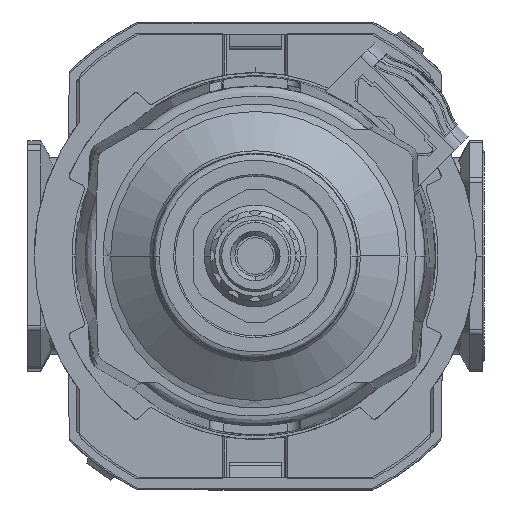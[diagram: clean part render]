
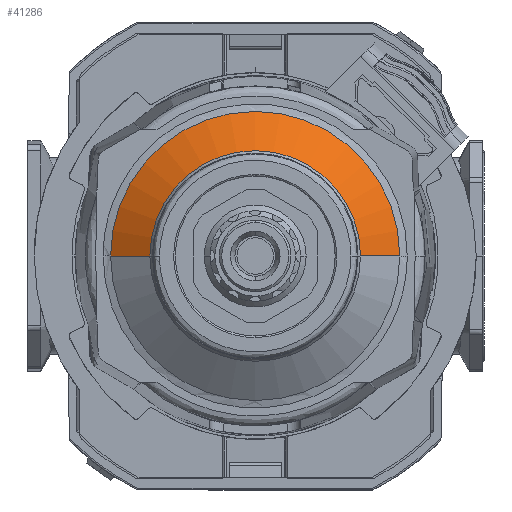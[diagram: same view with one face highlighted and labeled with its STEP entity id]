
A CAD part, front view. The second image highlights one B-rep face of the part: STEP entity #41286.
In plain terms, the highlighted conical face has half-angle 54.996 degrees and reference radius 22.24 mm.
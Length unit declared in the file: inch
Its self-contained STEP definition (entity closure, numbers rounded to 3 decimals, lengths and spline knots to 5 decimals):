
#278 = DIRECTION ( 'NONE',  ( 1., 0., 0. ) ) ;
#898 = CARTESIAN_POINT ( 'NONE',  ( 0.63777, -4.28315, 0. ) ) ;
#1393 = FACE_OUTER_BOUND ( 'NONE', #38393, .T. ) ;
#5322 = AXIS2_PLACEMENT_3D ( 'NONE', #36134, #9768, #5849 ) ;
#5415 = VERTEX_POINT ( 'NONE', #32553 ) ;
#5849 = DIRECTION ( 'NONE',  ( -1., 0., 0. ) ) ;
#6253 = EDGE_CURVE ( 'NONE', #27591, #25818, #9307, .T. ) ;
#9022 = VECTOR ( 'NONE', #15972, 39.37008 ) ;
#9307 = LINE ( 'NONE', #15851, #9400 ) ;
#9395 = AXIS2_PLACEMENT_3D ( 'NONE', #31232, #17949, #14692 ) ;
#9400 = VECTOR ( 'NONE', #29122, 39.37008 ) ;
#9453 = ORIENTED_EDGE ( 'NONE', *, *, #29800, .F. ) ;
#9722 = CIRCLE ( 'NONE', #31288, 0.87558 ) ;
#9768 = DIRECTION ( 'NONE',  ( 0., 1., 0. ) ) ;
#10789 = EDGE_CURVE ( 'NONE', #19177, #27591, #16457, .T. ) ;
#10952 = ORIENTED_EDGE ( 'NONE', *, *, #31899, .T. ) ;
#12484 = CARTESIAN_POINT ( 'NONE',  ( -0.87558, -4.11661, 0. ) ) ;
#13580 = DIRECTION ( 'NONE',  ( 0., -1., 0. ) ) ;
#14692 = DIRECTION ( 'NONE',  ( -1., 0., 0. ) ) ;
#14969 = CONICAL_SURFACE ( 'NONE', #9395, 0.87558, 0.96 ) ;
#15168 = CARTESIAN_POINT ( 'NONE',  ( 0.87558, -4.11661, 0. ) ) ;
#15851 = CARTESIAN_POINT ( 'NONE',  ( 0.87558, -4.11661, 0. ) ) ;
#15972 = DIRECTION ( 'NONE',  ( -0.819, 0.574, 0. ) ) ;
#16457 = CIRCLE ( 'NONE', #5322, 0.63777 ) ;
#17949 = DIRECTION ( 'NONE',  ( 0., 1., 0. ) ) ;
#19177 = VERTEX_POINT ( 'NONE', #23154 ) ;
#23154 = CARTESIAN_POINT ( 'NONE',  ( -0.63777, -4.28315, 0. ) ) ;
#25818 = VERTEX_POINT ( 'NONE', #15168 ) ;
#27591 = VERTEX_POINT ( 'NONE', #898 ) ;
#28392 = LINE ( 'NONE', #12484, #9022 ) ;
#29122 = DIRECTION ( 'NONE',  ( 0.819, 0.574, 0. ) ) ;
#29800 = EDGE_CURVE ( 'NONE', #19177, #5415, #28392, .T. ) ;
#30101 = CARTESIAN_POINT ( 'NONE',  ( 0., -4.11661, 0. ) ) ;
#31232 = CARTESIAN_POINT ( 'NONE',  ( 0., -4.11661, 0. ) ) ;
#31288 = AXIS2_PLACEMENT_3D ( 'NONE', #30101, #13580, #278 ) ;
#31899 = EDGE_CURVE ( 'NONE', #25818, #5415, #9722, .T. ) ;
#32553 = CARTESIAN_POINT ( 'NONE',  ( -0.87558, -4.11661, 0. ) ) ;
#36134 = CARTESIAN_POINT ( 'NONE',  ( 0., -4.28315, 0. ) ) ;
#37830 = ORIENTED_EDGE ( 'NONE', *, *, #6253, .T. ) ;
#38393 = EDGE_LOOP ( 'NONE', ( #42357, #37830, #10952, #9453 ) ) ;
#41286 = ADVANCED_FACE ( 'NONE', ( #1393 ), #14969, .T. ) ;
#42357 = ORIENTED_EDGE ( 'NONE', *, *, #10789, .T. ) ;
